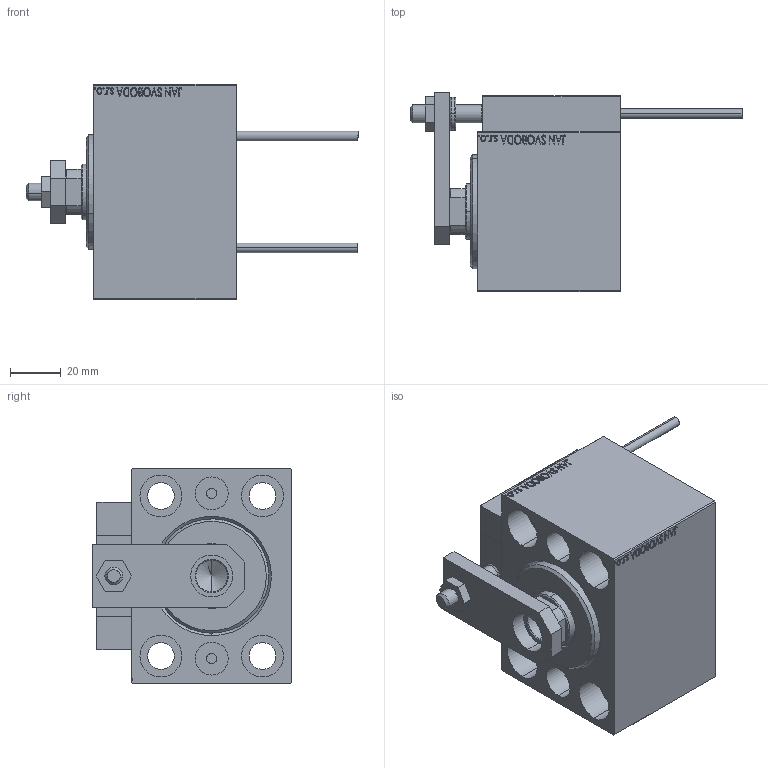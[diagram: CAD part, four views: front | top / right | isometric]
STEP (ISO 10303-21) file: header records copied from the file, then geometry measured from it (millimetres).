
FILE_DESCRIPTION (( 'STEP AP203' ), '1' );
FILE_NAME ('d6af.STEP', '2021-11-02T05:35:15', ( '' ), ( '' ), 'SwSTEP 2.0', 'SolidWorks 2019', '' );
FILE_SCHEMA (( 'CONFIG_CONTROL_DESIGN' ));
Length unit declared in the file: millimetre
Products named in the file (15): Block 87ab1e1e4487679cde60f6adea1e2114; V450CM_C_VCP 87ab1e1e4487679cde60f6adea1e2114; ZARAZKA 87ab1e1e4487679cde60f6adea1e2114; V450CM_C 87ab1e1e4487679cde60f6adea1e2114; SWITCH_X_FRONT_BACK 87ab1e1e4487679cde60f6adea1e2114; d6af; V450CM_VC_B 87ab1e1e4487679cde60f6adea1e2114; KONCOVKA 87ab1e1e4487679cde60f6adea1e2114; TYC_L79 87ab1e1e4487679cde60f6adea1e2114; SWITCH DIM B,W 87ab1e1e4487679cde60f6adea1e2114; NUT_D12 87ab1e1e4487679cde60f6adea1e2114; SWITCH X 87ab1e1e4487679cde60f6adea1e2114; MAGNET 87ab1e1e4487679cde60f6adea1e2114; ALLEN BOLT D8 87ab1e1e4487679cde60f6adea1e2114; ALLEN BOLT D5 87ab1e1e4487679cde60f6adea1e2114
Assembly tree (24 placements, depth 3):
  d6af
    V450CM_C 87ab1e1e4487679cde60f6adea1e2114
    SWITCH X 87ab1e1e4487679cde60f6adea1e2114
      SWITCH_X_FRONT_BACK 87ab1e1e4487679cde60f6adea1e2114  x2
      TYC_L79 87ab1e1e4487679cde60f6adea1e2114
      Block 87ab1e1e4487679cde60f6adea1e2114  x2
      ALLEN BOLT D5 87ab1e1e4487679cde60f6adea1e2114  x4
      ALLEN BOLT D8 87ab1e1e4487679cde60f6adea1e2114  x4
      MAGNET 87ab1e1e4487679cde60f6adea1e2114  x2
      KONCOVKA 87ab1e1e4487679cde60f6adea1e2114  x2
    NUT_D12 87ab1e1e4487679cde60f6adea1e2114
    SWITCH DIM B,W 87ab1e1e4487679cde60f6adea1e2114
    ZARAZKA 87ab1e1e4487679cde60f6adea1e2114
    V450CM_C_VCP 87ab1e1e4487679cde60f6adea1e2114
    V450CM_VC_B 87ab1e1e4487679cde60f6adea1e2114
Bounding box: 130.7 x 78.5 x 85 mm (x, y, z)
Volume: 308397.6 mm3; surface area: 83909.6 mm2
Topology: 23 solids, 23 shells, 1278 faces, 3056 edges, 1955 vertices
Faces by surface type: plane 560, bspline 380, cylinder 184, cone 106, torus 44, sphere 4
Entity records: 50043 total; most frequent: CARTESIAN_POINT 25886, ORIENTED_EDGE 5132, DIRECTION 3438, EDGE_CURVE 2566, VERTEX_POINT 1679, VECTOR 1480, LINE 1480, EDGE_LOOP 1187
